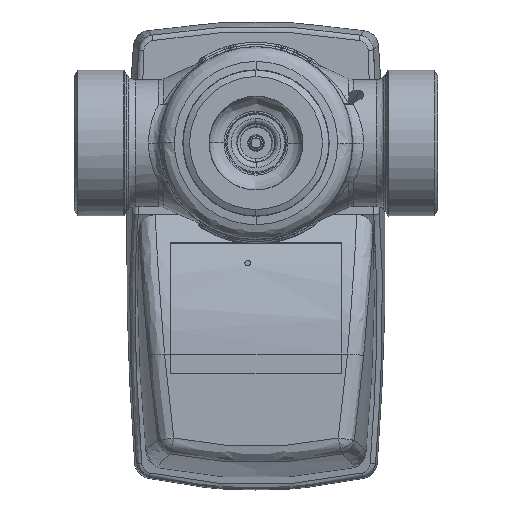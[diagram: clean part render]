
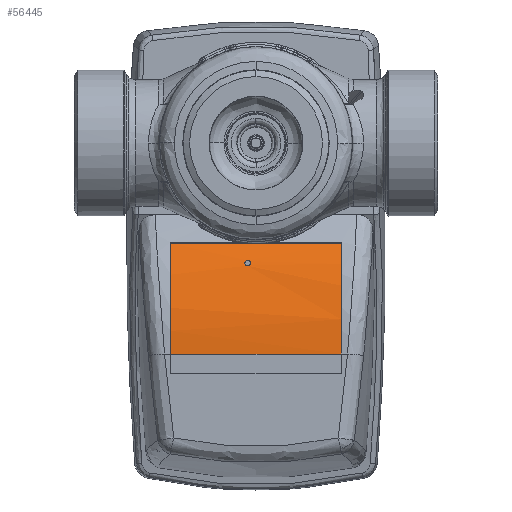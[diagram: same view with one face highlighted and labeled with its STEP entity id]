
A CAD part, front view. The second image highlights one B-rep face of the part: STEP entity #56445.
In plain terms, the highlighted cylindrical face has radius 39.7 mm (diameter 79.4 mm), a partial arc.
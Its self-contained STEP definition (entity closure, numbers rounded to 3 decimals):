
#154 = AXIS2_PLACEMENT_3D ( 'NONE', #58588, #58560, #58592 ) ;
#16179 = CARTESIAN_POINT ( 'NONE',  ( 21.528, -51.994, -1.975 ) ) ;
#16193 = CARTESIAN_POINT ( 'NONE',  ( 21.652, -52.051, -2.023 ) ) ;
#16203 = CARTESIAN_POINT ( 'NONE',  ( 21.778, -52.108, -2.023 ) ) ;
#16206 = CARTESIAN_POINT ( 'NONE',  ( 21.338, -51.905, -1.795 ) ) ;
#16209 = CARTESIAN_POINT ( 'NONE',  ( 21.278, -51.876, -1.663 ) ) ;
#16211 = CARTESIAN_POINT ( 'NONE',  ( 21.278, -51.876, -1.384 ) ) ;
#16214 = CARTESIAN_POINT ( 'NONE',  ( 21.338, -51.905, -1.251 ) ) ;
#16216 = CARTESIAN_POINT ( 'NONE',  ( 21.527, -51.993, -1.071 ) ) ;
#16219 = CARTESIAN_POINT ( 'NONE',  ( 21.652, -52.051, -1.023 ) ) ;
#16221 = CARTESIAN_POINT ( 'NONE',  ( 21.778, -52.108, -1.023 ) ) ;
#26089 = CARTESIAN_POINT ( 'NONE',  ( 18.956, -50.692, -15.447 ) ) ;
#26092 = LINE ( 'NONE', #26097, #201942 ) ;
#26093 = CARTESIAN_POINT ( 'NONE',  ( 38.278, -55.7, 15.447 ) ) ;
#26096 = CARTESIAN_POINT ( 'NONE',  ( 18.198, -50.247, -15.447 ) ) ;
#26097 = CARTESIAN_POINT ( 'NONE',  ( 18.198, -50.247, -38.124 ) ) ;
#26098 = DIRECTION ( 'NONE',  ( 0., 0., -1. ) ) ;
#26099 = CARTESIAN_POINT ( 'NONE',  ( 37.399, -55.7, 15.447 ) ) ;
#26100 = LINE ( 'NONE', #26113, #201944 ) ;
#26101 = CARTESIAN_POINT ( 'NONE',  ( 19.729, -51.111, -15.447 ) ) ;
#26102 = CARTESIAN_POINT ( 'NONE',  ( 21.299, -51.896, -15.447 ) ) ;
#26103 = CARTESIAN_POINT ( 'NONE',  ( 22.095, -52.262, -15.447 ) ) ;
#26104 = CARTESIAN_POINT ( 'NONE',  ( 24.519, -53.281, -15.447 ) ) ;
#26105 = CARTESIAN_POINT ( 'NONE',  ( 26.186, -53.854, -15.447 ) ) ;
#26106 = CARTESIAN_POINT ( 'NONE',  ( 28.723, -54.543, -15.447 ) ) ;
#26107 = CARTESIAN_POINT ( 'NONE',  ( 29.576, -54.744, -15.447 ) ) ;
#26108 = CARTESIAN_POINT ( 'NONE',  ( 31.296, -55.091, -15.447 ) ) ;
#26109 = CARTESIAN_POINT ( 'NONE',  ( 32.164, -55.236, -15.447 ) ) ;
#26110 = CARTESIAN_POINT ( 'NONE',  ( 34.772, -55.584, -15.447 ) ) ;
#26111 = CARTESIAN_POINT ( 'NONE',  ( 36.52, -55.7, -15.447 ) ) ;
#26112 = CARTESIAN_POINT ( 'NONE',  ( 38.278, -55.7, -15.447 ) ) ;
#26113 = CARTESIAN_POINT ( 'NONE',  ( 38.278, -55.7, -38.124 ) ) ;
#26114 = DIRECTION ( 'NONE',  ( 0., 0., 1. ) ) ;
#26115 = CARTESIAN_POINT ( 'NONE',  ( 36.52, -55.671, 15.447 ) ) ;
#26116 = CARTESIAN_POINT ( 'NONE',  ( 34.769, -55.554, 15.447 ) ) ;
#26117 = CARTESIAN_POINT ( 'NONE',  ( 33.897, -55.467, 15.447 ) ) ;
#26118 = CARTESIAN_POINT ( 'NONE',  ( 31.291, -55.119, 15.447 ) ) ;
#26119 = CARTESIAN_POINT ( 'NONE',  ( 29.563, -54.771, 15.447 ) ) ;
#26120 = CARTESIAN_POINT ( 'NONE',  ( 27.026, -54.082, 15.447 ) ) ;
#26121 = CARTESIAN_POINT ( 'NONE',  ( 26.188, -53.824, 15.447 ) ) ;
#26122 = CARTESIAN_POINT ( 'NONE',  ( 24.529, -53.253, 15.447 ) ) ;
#26123 = CARTESIAN_POINT ( 'NONE',  ( 23.707, -52.94, 15.447 ) ) ;
#26124 = CARTESIAN_POINT ( 'NONE',  ( 21.281, -51.92, 15.447 ) ) ;
#26125 = CARTESIAN_POINT ( 'NONE',  ( 19.714, -51.136, 15.447 ) ) ;
#26126 = CARTESIAN_POINT ( 'NONE',  ( 18.198, -50.247, 15.447 ) ) ;
#27053 = CARTESIAN_POINT ( 'NONE',  ( 21.903, -52.166, -1.023 ) ) ;
#27055 = CARTESIAN_POINT ( 'NONE',  ( 21.778, -52.108, -1.023 ) ) ;
#27063 = CARTESIAN_POINT ( 'NONE',  ( 22.028, -52.222, -1.07 ) ) ;
#27065 = CARTESIAN_POINT ( 'NONE',  ( 22.218, -52.306, -1.251 ) ) ;
#27067 = CARTESIAN_POINT ( 'NONE',  ( 22.278, -52.333, -1.384 ) ) ;
#27069 = CARTESIAN_POINT ( 'NONE',  ( 22.278, -52.333, -1.662 ) ) ;
#27071 = CARTESIAN_POINT ( 'NONE',  ( 22.217, -52.306, -1.795 ) ) ;
#27073 = CARTESIAN_POINT ( 'NONE',  ( 22.029, -52.222, -1.975 ) ) ;
#27075 = CARTESIAN_POINT ( 'NONE',  ( 21.903, -52.166, -2.023 ) ) ;
#27077 = CARTESIAN_POINT ( 'NONE',  ( 21.778, -52.108, -2.023 ) ) ;
#56445 = ADVANCED_FACE ( 'NONE', ( #58585, #58573 ), #58579, .T. ) ;
#58560 = DIRECTION ( 'NONE',  ( 0., 0., 1. ) ) ;
#58573 = FACE_OUTER_BOUND ( 'NONE', #99704, .T. ) ;
#58579 = CYLINDRICAL_SURFACE ( 'NONE', #154, 39.7 ) ;
#58585 = FACE_BOUND ( 'NONE', #99438, .T. ) ;
#58588 = CARTESIAN_POINT ( 'NONE',  ( 38.278, -16., -38.124 ) ) ;
#58592 = DIRECTION ( 'NONE',  ( 1., 0., 0. ) ) ;
#62163 = ORIENTED_EDGE ( 'NONE', *, *, #122990, .T. ) ;
#62166 = ORIENTED_EDGE ( 'NONE', *, *, #122761, .T. ) ;
#62169 = ORIENTED_EDGE ( 'NONE', *, *, #122866, .T. ) ;
#62172 = ORIENTED_EDGE ( 'NONE', *, *, #122867, .T. ) ;
#62175 = ORIENTED_EDGE ( 'NONE', *, *, #122864, .T. ) ;
#62178 = ORIENTED_EDGE ( 'NONE', *, *, #122865, .T. ) ;
#96502 = B_SPLINE_CURVE_WITH_KNOTS ( 'NONE', 3,
 ( #16203, #16193, #16179, #16206, #16209, #16211, #16214, #16216, #16219, #16221 ),
 .UNSPECIFIED., .F., .F.,
 ( 4, 2, 2, 2, 4 ),
 ( 0.001, 0.001, 0.002, 0.002, 0.002 ),
 .UNSPECIFIED. ) ;
#96604 = B_SPLINE_CURVE_WITH_KNOTS ( 'NONE', 3,
 ( #26096, #26089, #26101, #26102, #26103, #26104, #26105, #26106, #26107, #26108, #26109, #26110, #26111, #26112 ),
 .UNSPECIFIED., .F., .F.,
 ( 4, 2, 2, 2, 2, 2, 4 ),
 ( 0., 0.003, 0.005, 0.011, 0.013, 0.016, 0.021 ),
 .UNSPECIFIED. ) ;
#96607 = B_SPLINE_CURVE_WITH_KNOTS ( 'NONE', 3,
 ( #26093, #26099, #26115, #26116, #26117, #26118, #26119, #26120, #26121, #26122, #26123, #26124, #26125, #26126 ),
 .UNSPECIFIED., .F., .F.,
 ( 4, 2, 2, 2, 2, 2, 4 ),
 ( 0., 0.003, 0.005, 0.011, 0.013, 0.016, 0.021 ),
 .UNSPECIFIED. ) ;
#96644 = B_SPLINE_CURVE_WITH_KNOTS ( 'NONE', 3,
 ( #27055, #27053, #27063, #27065, #27067, #27069, #27071, #27073, #27075, #27077 ),
 .UNSPECIFIED., .F., .F.,
 ( 4, 2, 2, 2, 4 ),
 ( 0.002, 0.003, 0.003, 0.004, 0.004 ),
 .UNSPECIFIED. ) ;
#99438 = EDGE_LOOP ( 'NONE', ( #62163, #62166 ) ) ;
#99704 = EDGE_LOOP ( 'NONE', ( #62169, #62172, #62175, #62178 ) ) ;
#122761 = EDGE_CURVE ( 'NONE', #124457, #124466, #96502, .T. ) ;
#122864 = EDGE_CURVE ( 'NONE', #124664, #124662, #26092, .T. ) ;
#122865 = EDGE_CURVE ( 'NONE', #124662, #124585, #96604, .T. ) ;
#122866 = EDGE_CURVE ( 'NONE', #124585, #124545, #26100, .T. ) ;
#122867 = EDGE_CURVE ( 'NONE', #124545, #124664, #96607, .T. ) ;
#122990 = EDGE_CURVE ( 'NONE', #124466, #124457, #96644, .T. ) ;
#124457 = VERTEX_POINT ( 'NONE', #214669 ) ;
#124466 = VERTEX_POINT ( 'NONE', #214707 ) ;
#124545 = VERTEX_POINT ( 'NONE', #215997 ) ;
#124585 = VERTEX_POINT ( 'NONE', #216329 ) ;
#124662 = VERTEX_POINT ( 'NONE', #216872 ) ;
#124664 = VERTEX_POINT ( 'NONE', #216881 ) ;
#201942 = VECTOR ( 'NONE', #26098, 1000. ) ;
#201944 = VECTOR ( 'NONE', #26114, 1000. ) ;
#214669 = CARTESIAN_POINT ( 'NONE',  ( 21.778, -52.108, -2.023 ) ) ;
#214707 = CARTESIAN_POINT ( 'NONE',  ( 21.778, -52.108, -1.023 ) ) ;
#215997 = CARTESIAN_POINT ( 'NONE',  ( 38.278, -55.7, 15.447 ) ) ;
#216329 = CARTESIAN_POINT ( 'NONE',  ( 38.278, -55.7, -15.447 ) ) ;
#216872 = CARTESIAN_POINT ( 'NONE',  ( 18.198, -50.247, -15.447 ) ) ;
#216881 = CARTESIAN_POINT ( 'NONE',  ( 18.198, -50.247, 15.447 ) ) ;
